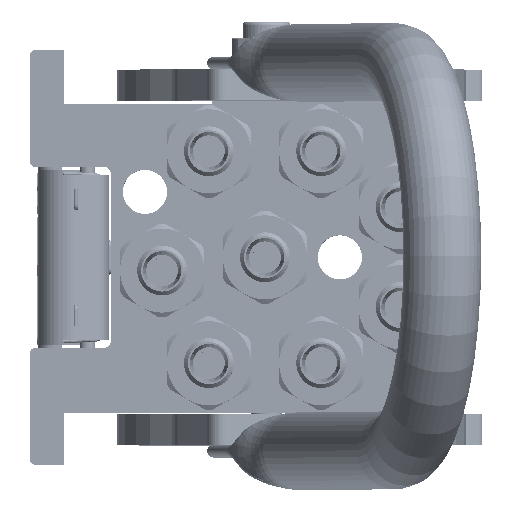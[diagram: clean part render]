
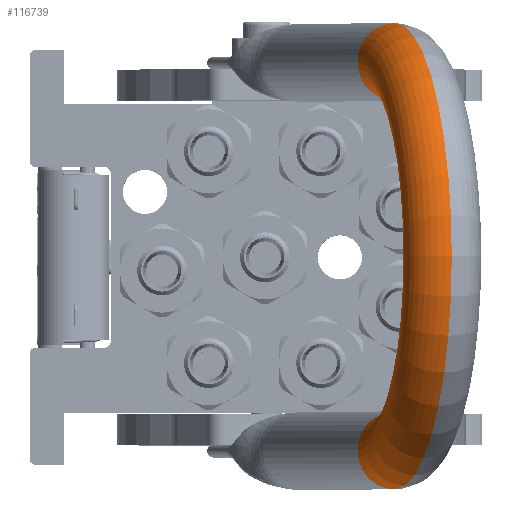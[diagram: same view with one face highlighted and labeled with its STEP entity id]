
A CAD part, top view. The second image highlights one B-rep face of the part: STEP entity #116739.
In plain terms, the highlighted toroidal (fillet/blend) face has major radius 62.25 mm and minor radius 12.5 mm.
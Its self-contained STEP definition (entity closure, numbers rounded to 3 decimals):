
#2156 = CARTESIAN_POINT ( 'NONE',  ( 62.25, 0., 125.25 ) ) ;
#7120 = DIRECTION ( 'NONE',  ( 0., 0., 1. ) ) ;
#7249 = DIRECTION ( 'NONE',  ( 0., 1., 0. ) ) ;
#8361 = DIRECTION ( 'NONE',  ( -1., 0., 0. ) ) ;
#11453 = CARTESIAN_POINT ( 'NONE',  ( 49.75, 0., 125.25 ) ) ;
#11760 = DIRECTION ( 'NONE',  ( 0., 0., -1. ) ) ;
#15257 = CARTESIAN_POINT ( 'NONE',  ( -49.75, 0., 125.25 ) ) ;
#16742 = CARTESIAN_POINT ( 'NONE',  ( -62.25, 0., 125.25 ) ) ;
#21406 = DIRECTION ( 'NONE',  ( -1., 0., 0. ) ) ;
#24366 = ORIENTED_EDGE ( 'NONE', *, *, #39654, .F. ) ;
#26358 = CIRCLE ( 'NONE', #66186, 12.5 ) ;
#27971 = CARTESIAN_POINT ( 'NONE',  ( 0., 0., 125.25 ) ) ;
#32569 = CIRCLE ( 'NONE', #114284, 49.75 ) ;
#39390 = ORIENTED_EDGE ( 'NONE', *, *, #72176, .T. ) ;
#39654 = EDGE_CURVE ( 'NONE', #77198, #83417, #32569, .T. ) ;
#56814 = DIRECTION ( 'NONE',  ( 1., 0., 0. ) ) ;
#63300 = CARTESIAN_POINT ( 'NONE',  ( 74.75, 0., 125.25 ) ) ;
#65133 = AXIS2_PLACEMENT_3D ( 'NONE', #113526, #123134, #8361 ) ;
#65339 = CARTESIAN_POINT ( 'NONE',  ( -74.75, 0., 125.25 ) ) ;
#66186 = AXIS2_PLACEMENT_3D ( 'NONE', #16742, #7120, #84638 ) ;
#72176 = EDGE_CURVE ( 'NONE', #77198, #81340, #26358, .T. ) ;
#72907 = VERTEX_POINT ( 'NONE', #63300 ) ;
#74265 = DIRECTION ( 'NONE',  ( -1., 0., 0. ) ) ;
#75442 = ORIENTED_EDGE ( 'NONE', *, *, #77995, .T. ) ;
#76503 = DIRECTION ( 'NONE',  ( 0., 1., 0. ) ) ;
#77198 = VERTEX_POINT ( 'NONE', #15257 ) ;
#77995 = EDGE_CURVE ( 'NONE', #81340, #72907, #119878, .T. ) ;
#80352 = EDGE_LOOP ( 'NONE', ( #75442, #95683, #24366, #39390 ) ) ;
#81340 = VERTEX_POINT ( 'NONE', #65339 ) ;
#83417 = VERTEX_POINT ( 'NONE', #11453 ) ;
#84638 = DIRECTION ( 'NONE',  ( 1., 0., 0. ) ) ;
#87586 = FACE_OUTER_BOUND ( 'NONE', #80352, .T. ) ;
#95683 = ORIENTED_EDGE ( 'NONE', *, *, #122417, .F. ) ;
#100890 = CIRCLE ( 'NONE', #110468, 12.5 ) ;
#101025 = TOROIDAL_SURFACE ( 'NONE', #106062, 62.25, 12.5 ) ;
#106062 = AXIS2_PLACEMENT_3D ( 'NONE', #27971, #76503, #56814 ) ;
#110468 = AXIS2_PLACEMENT_3D ( 'NONE', #2156, #11760, #21406 ) ;
#113526 = CARTESIAN_POINT ( 'NONE',  ( 0., 0., 125.25 ) ) ;
#114284 = AXIS2_PLACEMENT_3D ( 'NONE', #121205, #7249, #74265 ) ;
#116739 = ADVANCED_FACE ( 'NONE', ( #87586 ), #101025, .T. ) ;
#119878 = CIRCLE ( 'NONE', #65133, 74.75 ) ;
#121205 = CARTESIAN_POINT ( 'NONE',  ( 0., 0., 125.25 ) ) ;
#122417 = EDGE_CURVE ( 'NONE', #83417, #72907, #100890, .T. ) ;
#123134 = DIRECTION ( 'NONE',  ( 0., 1., 0. ) ) ;
